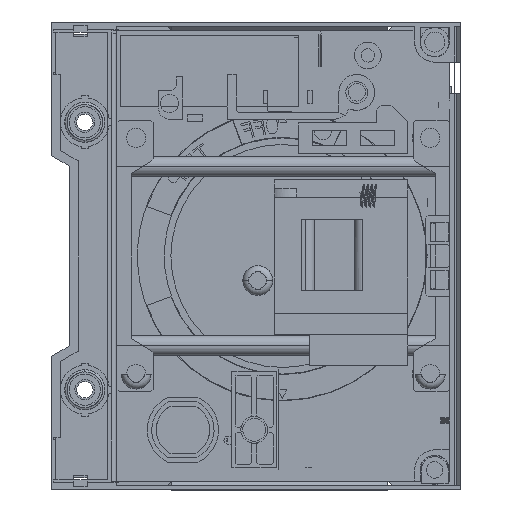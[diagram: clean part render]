
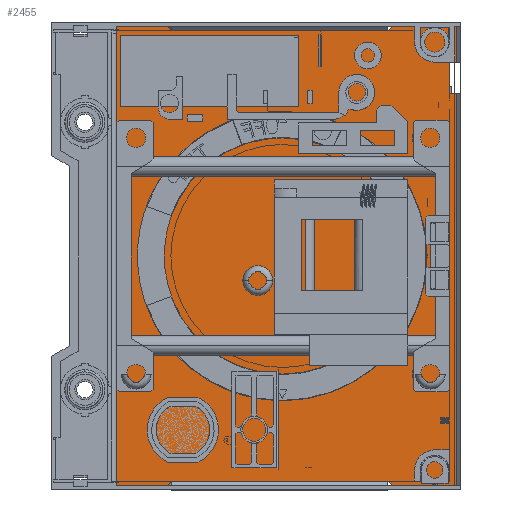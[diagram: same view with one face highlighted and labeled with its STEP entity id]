
A CAD part, front view. The second image highlights one B-rep face of the part: STEP entity #2455.
In plain terms, the highlighted planar face has unit normal (0, 1, 0).
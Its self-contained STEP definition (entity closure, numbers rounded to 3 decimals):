
#2455=ADVANCED_FACE('',(#2839),#2690,.T.);
#2690=PLANE('',#11915);
#2839=FACE_OUTER_BOUND('',#3027,.T.);
#3027=EDGE_LOOP('',(#3341,#3342,#3343,#3344,#3345,#3346,#3347,#3348,#3349,
#3350,#3351,#3352,#3353,#3354,#3355,#3356));
#3341=ORIENTED_EDGE('',*,*,#7768,.T.);
#3342=ORIENTED_EDGE('',*,*,#7769,.T.);
#3343=ORIENTED_EDGE('',*,*,#7770,.T.);
#3344=ORIENTED_EDGE('',*,*,#7771,.T.);
#3345=ORIENTED_EDGE('',*,*,#7772,.T.);
#3346=ORIENTED_EDGE('',*,*,#7773,.T.);
#3347=ORIENTED_EDGE('',*,*,#7774,.T.);
#3348=ORIENTED_EDGE('',*,*,#7775,.T.);
#3349=ORIENTED_EDGE('',*,*,#7776,.T.);
#3350=ORIENTED_EDGE('',*,*,#7777,.T.);
#3351=ORIENTED_EDGE('',*,*,#7778,.T.);
#3352=ORIENTED_EDGE('',*,*,#7779,.T.);
#3353=ORIENTED_EDGE('',*,*,#7780,.T.);
#3354=ORIENTED_EDGE('',*,*,#7781,.T.);
#3355=ORIENTED_EDGE('',*,*,#7782,.T.);
#3356=ORIENTED_EDGE('',*,*,#7783,.T.);
#5662=VERTEX_POINT('',#13384);
#5663=VERTEX_POINT('',#13385);
#5664=VERTEX_POINT('',#13390);
#5665=VERTEX_POINT('',#13395);
#5666=VERTEX_POINT('',#13400);
#5667=VERTEX_POINT('',#13405);
#5668=VERTEX_POINT('',#13410);
#5669=VERTEX_POINT('',#13415);
#5670=VERTEX_POINT('',#13420);
#5671=VERTEX_POINT('',#13425);
#5672=VERTEX_POINT('',#13430);
#5673=VERTEX_POINT('',#13435);
#5674=VERTEX_POINT('',#13440);
#5675=VERTEX_POINT('',#13445);
#5676=VERTEX_POINT('',#13450);
#5677=VERTEX_POINT('',#13455);
#7768=EDGE_CURVE('',#5662,#5663,#9946,.T.);
#7769=EDGE_CURVE('',#5663,#5664,#9947,.T.);
#7770=EDGE_CURVE('',#5664,#5665,#9948,.T.);
#7771=EDGE_CURVE('',#5665,#5666,#9949,.T.);
#7772=EDGE_CURVE('',#5666,#5667,#9950,.T.);
#7773=EDGE_CURVE('',#5667,#5668,#9951,.T.);
#7774=EDGE_CURVE('',#5668,#5669,#9952,.T.);
#7775=EDGE_CURVE('',#5669,#5670,#9953,.T.);
#7776=EDGE_CURVE('',#5670,#5671,#9954,.T.);
#7777=EDGE_CURVE('',#5671,#5672,#9955,.T.);
#7778=EDGE_CURVE('',#5672,#5673,#9956,.T.);
#7779=EDGE_CURVE('',#5673,#5674,#9957,.T.);
#7780=EDGE_CURVE('',#5674,#5675,#9958,.T.);
#7781=EDGE_CURVE('',#5675,#5676,#9959,.T.);
#7782=EDGE_CURVE('',#5676,#5677,#9960,.T.);
#7783=EDGE_CURVE('',#5677,#5662,#9961,.T.);
#9946=B_SPLINE_CURVE_WITH_KNOTS('',3,(#13380,#13381,#13382,#13383),
 .UNSPECIFIED.,.F.,.F.,(4,4),(0.,1.),.UNSPECIFIED.);
#9947=B_SPLINE_CURVE_WITH_KNOTS('',3,(#13386,#13387,#13388,#13389),
 .UNSPECIFIED.,.F.,.F.,(4,4),(0.,1.),.UNSPECIFIED.);
#9948=B_SPLINE_CURVE_WITH_KNOTS('',3,(#13391,#13392,#13393,#13394),
 .UNSPECIFIED.,.F.,.F.,(4,4),(0.,1.),.UNSPECIFIED.);
#9949=B_SPLINE_CURVE_WITH_KNOTS('',3,(#13396,#13397,#13398,#13399),
 .UNSPECIFIED.,.F.,.F.,(4,4),(0.,1.),.UNSPECIFIED.);
#9950=B_SPLINE_CURVE_WITH_KNOTS('',3,(#13401,#13402,#13403,#13404),
 .UNSPECIFIED.,.F.,.F.,(4,4),(0.,1.),.UNSPECIFIED.);
#9951=B_SPLINE_CURVE_WITH_KNOTS('',3,(#13406,#13407,#13408,#13409),
 .UNSPECIFIED.,.F.,.F.,(4,4),(0.,1.),.UNSPECIFIED.);
#9952=B_SPLINE_CURVE_WITH_KNOTS('',3,(#13411,#13412,#13413,#13414),
 .UNSPECIFIED.,.F.,.F.,(4,4),(0.,1.),.UNSPECIFIED.);
#9953=B_SPLINE_CURVE_WITH_KNOTS('',3,(#13416,#13417,#13418,#13419),
 .UNSPECIFIED.,.F.,.F.,(4,4),(0.,1.),.UNSPECIFIED.);
#9954=B_SPLINE_CURVE_WITH_KNOTS('',3,(#13421,#13422,#13423,#13424),
 .UNSPECIFIED.,.F.,.F.,(4,4),(0.,1.),.UNSPECIFIED.);
#9955=B_SPLINE_CURVE_WITH_KNOTS('',3,(#13426,#13427,#13428,#13429),
 .UNSPECIFIED.,.F.,.F.,(4,4),(0.,1.),.UNSPECIFIED.);
#9956=B_SPLINE_CURVE_WITH_KNOTS('',3,(#13431,#13432,#13433,#13434),
 .UNSPECIFIED.,.F.,.F.,(4,4),(0.,1.),.UNSPECIFIED.);
#9957=B_SPLINE_CURVE_WITH_KNOTS('',3,(#13436,#13437,#13438,#13439),
 .UNSPECIFIED.,.F.,.F.,(4,4),(0.,1.),.UNSPECIFIED.);
#9958=B_SPLINE_CURVE_WITH_KNOTS('',3,(#13441,#13442,#13443,#13444),
 .UNSPECIFIED.,.F.,.F.,(4,4),(0.,1.),.UNSPECIFIED.);
#9959=B_SPLINE_CURVE_WITH_KNOTS('',3,(#13446,#13447,#13448,#13449),
 .UNSPECIFIED.,.F.,.F.,(4,4),(0.,1.),.UNSPECIFIED.);
#9960=B_SPLINE_CURVE_WITH_KNOTS('',3,(#13451,#13452,#13453,#13454),
 .UNSPECIFIED.,.F.,.F.,(4,4),(0.,1.),.UNSPECIFIED.);
#9961=B_SPLINE_CURVE_WITH_KNOTS('',3,(#13456,#13457,#13458,#13459),
 .UNSPECIFIED.,.F.,.F.,(4,4),(0.,1.),.UNSPECIFIED.);
#11915=AXIS2_PLACEMENT_3D('',#13460,#12263,#12264);
#12263=DIRECTION('',(0.,1.,0.));
#12264=DIRECTION('',(1.,0.,0.));
#13380=CARTESIAN_POINT('',(38.8,93.5,43.5));
#13381=CARTESIAN_POINT('',(38.8,93.5,41.167));
#13382=CARTESIAN_POINT('',(38.8,93.5,38.833));
#13383=CARTESIAN_POINT('',(38.8,93.5,36.5));
#13384=CARTESIAN_POINT('',(38.8,93.5,43.5));
#13385=CARTESIAN_POINT('',(38.8,93.5,36.5));
#13386=CARTESIAN_POINT('',(38.8,93.5,36.5));
#13387=CARTESIAN_POINT('',(39.3,93.5,36.5));
#13388=CARTESIAN_POINT('',(39.8,93.5,36.5));
#13389=CARTESIAN_POINT('',(40.3,93.5,36.5));
#13390=CARTESIAN_POINT('',(40.3,93.5,36.5));
#13391=CARTESIAN_POINT('',(40.3,93.5,36.5));
#13392=CARTESIAN_POINT('',(40.3,93.5,6.833));
#13393=CARTESIAN_POINT('',(40.3,93.5,-22.833));
#13394=CARTESIAN_POINT('',(40.3,93.5,-52.5));
#13395=CARTESIAN_POINT('',(40.3,93.5,-52.5));
#13396=CARTESIAN_POINT('',(40.3,93.5,-52.5));
#13397=CARTESIAN_POINT('',(35.867,93.5,-52.5));
#13398=CARTESIAN_POINT('',(31.433,93.5,-52.5));
#13399=CARTESIAN_POINT('',(27.,93.5,-52.5));
#13400=CARTESIAN_POINT('',(27.,93.5,-52.5));
#13401=CARTESIAN_POINT('',(27.,93.5,-52.5));
#13402=CARTESIAN_POINT('',(26.333,93.5,-51.833));
#13403=CARTESIAN_POINT('',(25.667,93.5,-51.167));
#13404=CARTESIAN_POINT('',(25.,93.5,-50.5));
#13405=CARTESIAN_POINT('',(25.,93.5,-50.5));
#13406=CARTESIAN_POINT('',(25.,93.5,-50.5));
#13407=CARTESIAN_POINT('',(8.833,93.5,-50.5));
#13408=CARTESIAN_POINT('',(-7.333,93.5,-50.5));
#13409=CARTESIAN_POINT('',(-23.5,93.5,-50.5));
#13410=CARTESIAN_POINT('',(-23.5,93.5,-50.5));
#13411=CARTESIAN_POINT('',(-23.5,93.5,-50.5));
#13412=CARTESIAN_POINT('',(-24.167,93.5,-51.167));
#13413=CARTESIAN_POINT('',(-24.833,93.5,-51.833));
#13414=CARTESIAN_POINT('',(-25.5,93.5,-52.5));
#13415=CARTESIAN_POINT('',(-25.5,93.5,-52.5));
#13416=CARTESIAN_POINT('',(-25.5,93.5,-52.5));
#13417=CARTESIAN_POINT('',(-29.,93.5,-52.5));
#13418=CARTESIAN_POINT('',(-32.5,93.5,-52.5));
#13419=CARTESIAN_POINT('',(-36.,93.5,-52.5));
#13420=CARTESIAN_POINT('',(-36.,93.5,-52.5));
#13421=CARTESIAN_POINT('',(-36.,93.5,-52.5));
#13422=CARTESIAN_POINT('',(-36.,93.5,-17.5));
#13423=CARTESIAN_POINT('',(-36.,93.5,17.5));
#13424=CARTESIAN_POINT('',(-36.,93.5,52.5));
#13425=CARTESIAN_POINT('',(-36.,93.5,52.5));
#13426=CARTESIAN_POINT('',(-36.,93.5,52.5));
#13427=CARTESIAN_POINT('',(-32.5,93.5,52.5));
#13428=CARTESIAN_POINT('',(-29.,93.5,52.5));
#13429=CARTESIAN_POINT('',(-25.5,93.5,52.5));
#13430=CARTESIAN_POINT('',(-25.5,93.5,52.5));
#13431=CARTESIAN_POINT('',(-25.5,93.5,52.5));
#13432=CARTESIAN_POINT('',(-24.833,93.5,51.833));
#13433=CARTESIAN_POINT('',(-24.167,93.5,51.167));
#13434=CARTESIAN_POINT('',(-23.5,93.5,50.5));
#13435=CARTESIAN_POINT('',(-23.5,93.5,50.5));
#13436=CARTESIAN_POINT('',(-23.5,93.5,50.5));
#13437=CARTESIAN_POINT('',(-7.333,93.5,50.5));
#13438=CARTESIAN_POINT('',(8.833,93.5,50.5));
#13439=CARTESIAN_POINT('',(25.,93.5,50.5));
#13440=CARTESIAN_POINT('',(25.,93.5,50.5));
#13441=CARTESIAN_POINT('',(25.,93.5,50.5));
#13442=CARTESIAN_POINT('',(25.667,93.5,51.167));
#13443=CARTESIAN_POINT('',(26.333,93.5,51.833));
#13444=CARTESIAN_POINT('',(27.,93.5,52.5));
#13445=CARTESIAN_POINT('',(27.,93.5,52.5));
#13446=CARTESIAN_POINT('',(27.,93.5,52.5));
#13447=CARTESIAN_POINT('',(31.433,93.5,52.5));
#13448=CARTESIAN_POINT('',(35.867,93.5,52.5));
#13449=CARTESIAN_POINT('',(40.3,93.5,52.5));
#13450=CARTESIAN_POINT('',(40.3,93.5,52.5));
#13451=CARTESIAN_POINT('',(40.3,93.5,52.5));
#13452=CARTESIAN_POINT('',(40.3,93.5,49.5));
#13453=CARTESIAN_POINT('',(40.3,93.5,46.5));
#13454=CARTESIAN_POINT('',(40.3,93.5,43.5));
#13455=CARTESIAN_POINT('',(40.3,93.5,43.5));
#13456=CARTESIAN_POINT('',(40.3,93.5,43.5));
#13457=CARTESIAN_POINT('',(39.8,93.5,43.5));
#13458=CARTESIAN_POINT('',(39.3,93.5,43.5));
#13459=CARTESIAN_POINT('',(38.8,93.5,43.5));
#13460=CARTESIAN_POINT('',(41.3,93.5,-52.5));
